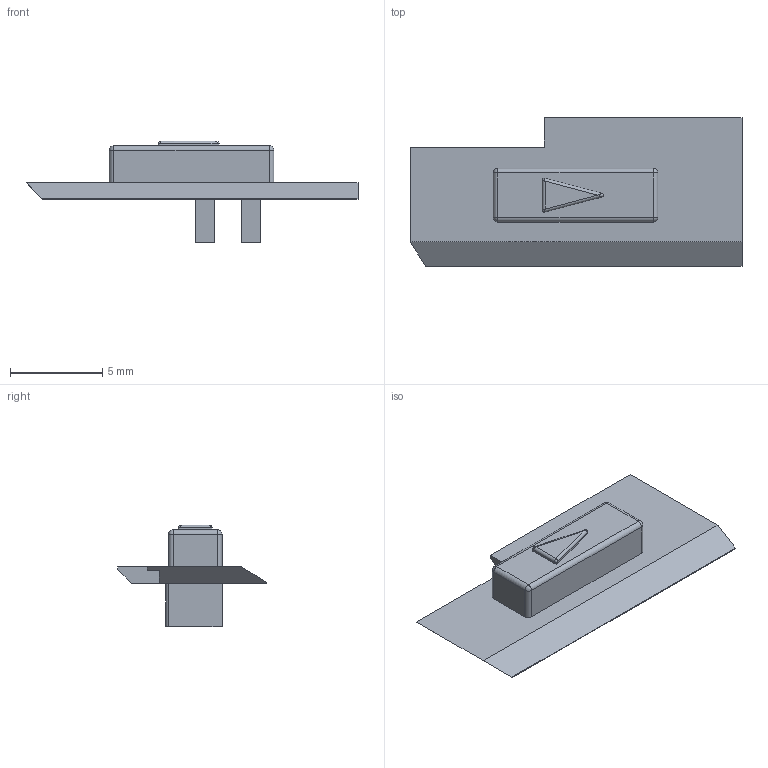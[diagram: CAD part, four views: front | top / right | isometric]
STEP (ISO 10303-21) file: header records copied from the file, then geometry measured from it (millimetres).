
FILE_DESCRIPTION(/* description */ (''),/* implementation_level */ '2;1');
FILE_NAME(/* name */ 'Power_Switch.step',/* time_stamp */ '2024-03-21T20:13:11-07:00',/* author */ (''),/* organization */ (''),/* preprocessor_version */ 'ST-DEVELOPER v20',/* originating_system */ 'Autodesk Translation Framework v12.20.1.177',/* authorisation */ '');
FILE_SCHEMA (('AUTOMOTIVE_DESIGN { 1 0 10303 214 3 1 1 }'));
Length unit declared in the file: millimetre
Products named in the file (1): DSL_Power_Slider
Bounding box: 17.95 x 8.05 x 5.5 mm (x, y, z)
Volume: 156.5 mm3; surface area: 399.5 mm2
Topology: 1 solids, 1 shells, 63 faces, 156 edges, 95 vertices
Faces by surface type: plane 38, cylinder 16, sphere 4, bspline 3, cone 2
Entity records: 1938 total; most frequent: CARTESIAN_POINT 411, DIRECTION 311, ORIENTED_EDGE 306, EDGE_CURVE 153, LINE 117, VECTOR 117, AXIS2_PLACEMENT_3D 97, VERTEX_POINT 95
